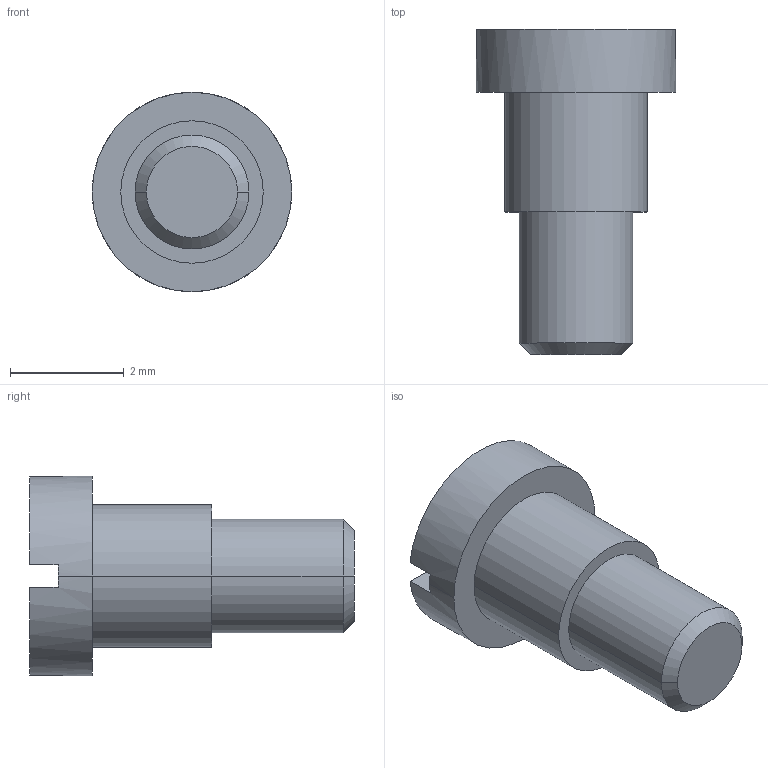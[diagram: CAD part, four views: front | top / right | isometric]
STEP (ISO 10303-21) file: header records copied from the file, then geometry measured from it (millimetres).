
FILE_DESCRIPTION((''),'2;1');
FILE_NAME('RC_IIT_010_P_061','2021-09-07T17:14:35',('silo-mech'),(''),'CREO PARAMETRIC BY PTC INC, 2020454','CREO PARAMETRIC BY PTC INC, 2020454','');
FILE_SCHEMA(('CONFIG_CONTROL_DESIGN'));
Length unit declared in the file: millimetre
Products named in the file (1): RC_IIT_010_P_061
Bounding box: 3.5 x 5.7 x 3.5 mm (x, y, z)
Volume: 27.9 mm3; surface area: 78.4 mm2
Topology: 1 solids, 2 shells, 18 faces, 40 edges, 26 vertices
Faces by surface type: plane 8, cylinder 8, cone 2
Entity records: 554 total; most frequent: DIRECTION 100, CARTESIAN_POINT 85, ORIENTED_EDGE 76, AXIS2_PLACEMENT_3D 41, EDGE_CURVE 40, VERTEX_POINT 26, CIRCLE 22, EDGE_LOOP 20
